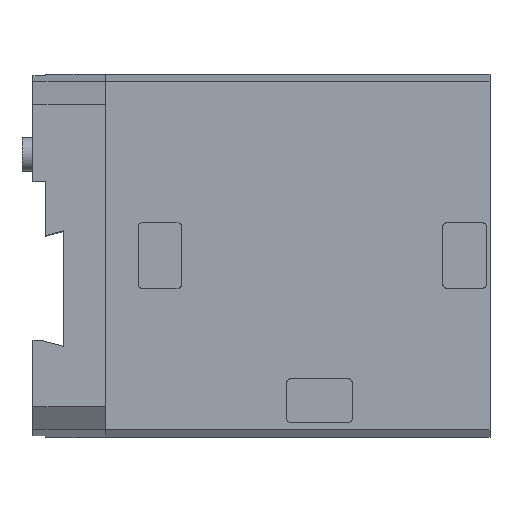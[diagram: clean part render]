
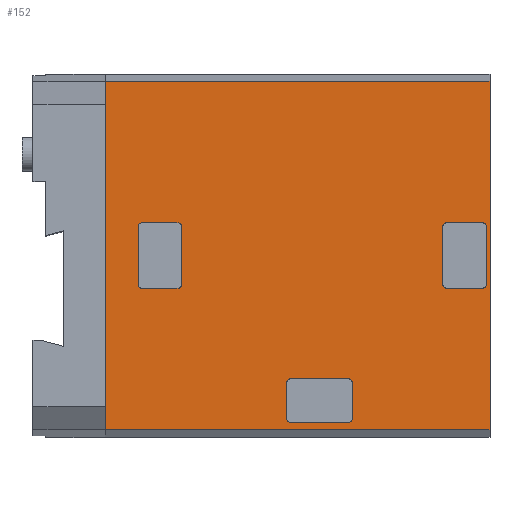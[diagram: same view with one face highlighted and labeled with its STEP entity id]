
A CAD part, top view. The second image highlights one B-rep face of the part: STEP entity #152.
In plain terms, the highlighted planar face has unit normal (0, 0, 1).
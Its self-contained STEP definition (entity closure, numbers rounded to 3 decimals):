
#37=FACE_BOUND('',#359,.T.);
#38=FACE_BOUND('',#360,.T.);
#39=FACE_BOUND('',#361,.T.);
#40=FACE_BOUND('',#362,.T.);
#65=CIRCLE('',#1515,1.);
#66=CIRCLE('',#1518,1.);
#67=CIRCLE('',#1521,1.);
#68=CIRCLE('',#1524,1.);
#73=CIRCLE('',#1532,1.);
#74=CIRCLE('',#1535,1.);
#75=CIRCLE('',#1538,1.);
#76=CIRCLE('',#1541,1.);
#81=CIRCLE('',#1550,1.);
#82=CIRCLE('',#1553,1.);
#83=CIRCLE('',#1556,1.);
#84=CIRCLE('',#1559,1.);
#152=ADVANCED_FACE('',(#37,#38,#39,#40),#214,.T.);
#214=PLANE('',#1589);
#359=EDGE_LOOP('',(#693,#694,#695,#696));
#360=EDGE_LOOP('',(#697,#698,#699,#700,#701,#702,#703,#704));
#361=EDGE_LOOP('',(#705,#706,#707,#708,#709,#710,#711,#712));
#362=EDGE_LOOP('',(#713,#714,#715,#716,#717,#718,#719,#720));
#693=ORIENTED_EDGE('',*,*,#1112,.T.);
#694=ORIENTED_EDGE('',*,*,#1095,.F.);
#695=ORIENTED_EDGE('',*,*,#1113,.F.);
#696=ORIENTED_EDGE('',*,*,#1101,.T.);
#697=ORIENTED_EDGE('',*,*,#1033,.T.);
#698=ORIENTED_EDGE('',*,*,#1031,.T.);
#699=ORIENTED_EDGE('',*,*,#1029,.T.);
#700=ORIENTED_EDGE('',*,*,#1027,.T.);
#701=ORIENTED_EDGE('',*,*,#1025,.T.);
#702=ORIENTED_EDGE('',*,*,#1023,.T.);
#703=ORIENTED_EDGE('',*,*,#1021,.T.);
#704=ORIENTED_EDGE('',*,*,#1018,.T.);
#705=ORIENTED_EDGE('',*,*,#1009,.T.);
#706=ORIENTED_EDGE('',*,*,#1007,.T.);
#707=ORIENTED_EDGE('',*,*,#1005,.T.);
#708=ORIENTED_EDGE('',*,*,#1003,.T.);
#709=ORIENTED_EDGE('',*,*,#1001,.T.);
#710=ORIENTED_EDGE('',*,*,#999,.T.);
#711=ORIENTED_EDGE('',*,*,#997,.T.);
#712=ORIENTED_EDGE('',*,*,#994,.T.);
#713=ORIENTED_EDGE('',*,*,#983,.F.);
#714=ORIENTED_EDGE('',*,*,#985,.F.);
#715=ORIENTED_EDGE('',*,*,#970,.F.);
#716=ORIENTED_EDGE('',*,*,#973,.F.);
#717=ORIENTED_EDGE('',*,*,#975,.F.);
#718=ORIENTED_EDGE('',*,*,#977,.F.);
#719=ORIENTED_EDGE('',*,*,#979,.F.);
#720=ORIENTED_EDGE('',*,*,#981,.F.);
#827=VERTEX_POINT('',#2107);
#828=VERTEX_POINT('',#2108);
#829=VERTEX_POINT('',#2113);
#830=VERTEX_POINT('',#2117);
#831=VERTEX_POINT('',#2121);
#832=VERTEX_POINT('',#2125);
#833=VERTEX_POINT('',#2129);
#834=VERTEX_POINT('',#2133);
#843=VERTEX_POINT('',#2156);
#844=VERTEX_POINT('',#2157);
#845=VERTEX_POINT('',#2162);
#846=VERTEX_POINT('',#2166);
#847=VERTEX_POINT('',#2170);
#848=VERTEX_POINT('',#2174);
#849=VERTEX_POINT('',#2178);
#850=VERTEX_POINT('',#2182);
#859=VERTEX_POINT('',#2205);
#860=VERTEX_POINT('',#2206);
#861=VERTEX_POINT('',#2211);
#862=VERTEX_POINT('',#2215);
#863=VERTEX_POINT('',#2219);
#864=VERTEX_POINT('',#2223);
#865=VERTEX_POINT('',#2227);
#866=VERTEX_POINT('',#2231);
#910=VERTEX_POINT('',#2354);
#911=VERTEX_POINT('',#2356);
#915=VERTEX_POINT('',#2366);
#916=VERTEX_POINT('',#2368);
#970=EDGE_CURVE('',#827,#828,#65,.T.);
#973=EDGE_CURVE('',#829,#827,#1168,.T.);
#975=EDGE_CURVE('',#830,#829,#66,.T.);
#977=EDGE_CURVE('',#831,#830,#1171,.T.);
#979=EDGE_CURVE('',#832,#831,#67,.T.);
#981=EDGE_CURVE('',#833,#832,#1174,.T.);
#983=EDGE_CURVE('',#834,#833,#68,.T.);
#985=EDGE_CURVE('',#828,#834,#1177,.T.);
#994=EDGE_CURVE('',#843,#844,#73,.T.);
#997=EDGE_CURVE('',#845,#843,#1184,.T.);
#999=EDGE_CURVE('',#846,#845,#74,.T.);
#1001=EDGE_CURVE('',#847,#846,#1187,.T.);
#1003=EDGE_CURVE('',#848,#847,#75,.T.);
#1005=EDGE_CURVE('',#849,#848,#1190,.T.);
#1007=EDGE_CURVE('',#850,#849,#76,.T.);
#1009=EDGE_CURVE('',#844,#850,#1193,.T.);
#1018=EDGE_CURVE('',#859,#860,#1198,.T.);
#1021=EDGE_CURVE('',#861,#859,#81,.T.);
#1023=EDGE_CURVE('',#862,#861,#1202,.T.);
#1025=EDGE_CURVE('',#863,#862,#82,.T.);
#1027=EDGE_CURVE('',#864,#863,#1205,.T.);
#1029=EDGE_CURVE('',#865,#864,#83,.T.);
#1031=EDGE_CURVE('',#866,#865,#1208,.T.);
#1033=EDGE_CURVE('',#860,#866,#84,.T.);
#1095=EDGE_CURVE('',#910,#911,#1267,.T.);
#1101=EDGE_CURVE('',#916,#915,#1273,.T.);
#1112=EDGE_CURVE('',#915,#911,#1284,.T.);
#1113=EDGE_CURVE('',#916,#910,#1285,.T.);
#1168=LINE('',#2112,#1337);
#1171=LINE('',#2120,#1340);
#1174=LINE('',#2128,#1343);
#1177=LINE('',#2136,#1346);
#1184=LINE('',#2161,#1353);
#1187=LINE('',#2169,#1356);
#1190=LINE('',#2177,#1359);
#1193=LINE('',#2185,#1362);
#1198=LINE('',#2204,#1367);
#1202=LINE('',#2214,#1371);
#1205=LINE('',#2222,#1374);
#1208=LINE('',#2230,#1377);
#1267=LINE('',#2355,#1436);
#1273=LINE('',#2367,#1442);
#1284=LINE('',#2388,#1453);
#1285=LINE('',#2390,#1454);
#1337=VECTOR('',#1693,1.);
#1340=VECTOR('',#1702,1.);
#1343=VECTOR('',#1711,1.);
#1346=VECTOR('',#1720,1.);
#1353=VECTOR('',#1743,1.);
#1356=VECTOR('',#1752,1.);
#1359=VECTOR('',#1761,1.);
#1362=VECTOR('',#1770,1.);
#1367=VECTOR('',#1787,1.);
#1371=VECTOR('',#1797,1.);
#1374=VECTOR('',#1806,1.);
#1377=VECTOR('',#1815,1.);
#1436=VECTOR('',#1916,1.);
#1442=VECTOR('',#1924,1.);
#1453=VECTOR('',#1951,1.);
#1454=VECTOR('',#1954,1.);
#1515=AXIS2_PLACEMENT_3D('',#2106,#1687,#1688);
#1518=AXIS2_PLACEMENT_3D('',#2116,#1697,#1698);
#1521=AXIS2_PLACEMENT_3D('',#2124,#1706,#1707);
#1524=AXIS2_PLACEMENT_3D('',#2132,#1715,#1716);
#1532=AXIS2_PLACEMENT_3D('',#2155,#1737,#1738);
#1535=AXIS2_PLACEMENT_3D('',#2165,#1747,#1748);
#1538=AXIS2_PLACEMENT_3D('',#2173,#1756,#1757);
#1541=AXIS2_PLACEMENT_3D('',#2181,#1765,#1766);
#1550=AXIS2_PLACEMENT_3D('',#2210,#1792,#1793);
#1553=AXIS2_PLACEMENT_3D('',#2218,#1801,#1802);
#1556=AXIS2_PLACEMENT_3D('',#2226,#1810,#1811);
#1559=AXIS2_PLACEMENT_3D('',#2234,#1819,#1820);
#1589=AXIS2_PLACEMENT_3D('',#2391,#1955,#1956);
#1687=DIRECTION('',(0.,0.,1.));
#1688=DIRECTION('',(1.,0.,0.));
#1693=DIRECTION('',(-1.,0.,0.));
#1697=DIRECTION('',(0.,0.,1.));
#1698=DIRECTION('',(-1.,0.,0.));
#1702=DIRECTION('',(0.,1.,0.));
#1706=DIRECTION('',(0.,0.,1.));
#1707=DIRECTION('',(-1.,0.,0.));
#1711=DIRECTION('',(1.,0.,0.));
#1715=DIRECTION('',(0.,0.,1.));
#1716=DIRECTION('',(1.,0.,0.));
#1720=DIRECTION('',(0.,-1.,0.));
#1737=DIRECTION('',(0.,0.,-1.));
#1738=DIRECTION('',(1.,0.,0.));
#1743=DIRECTION('',(-1.,0.,0.));
#1747=DIRECTION('',(0.,0.,-1.));
#1748=DIRECTION('',(-1.,0.,0.));
#1752=DIRECTION('',(0.,-1.,0.));
#1756=DIRECTION('',(0.,0.,-1.));
#1757=DIRECTION('',(-1.,0.,0.));
#1761=DIRECTION('',(1.,0.,0.));
#1765=DIRECTION('',(0.,0.,-1.));
#1766=DIRECTION('',(1.,0.,0.));
#1770=DIRECTION('',(0.,1.,0.));
#1787=DIRECTION('',(0.,1.,0.));
#1792=DIRECTION('',(0.,0.,-1.));
#1793=DIRECTION('',(1.,0.,0.));
#1797=DIRECTION('',(-1.,0.,0.));
#1801=DIRECTION('',(0.,0.,-1.));
#1802=DIRECTION('',(-1.,0.,0.));
#1806=DIRECTION('',(0.,-1.,0.));
#1810=DIRECTION('',(0.,0.,-1.));
#1811=DIRECTION('',(-1.,0.,0.));
#1815=DIRECTION('',(1.,0.,0.));
#1819=DIRECTION('',(0.,0.,-1.));
#1820=DIRECTION('',(1.,0.,0.));
#1916=DIRECTION('',(0.,1.,0.));
#1924=DIRECTION('',(0.,1.,0.));
#1951=DIRECTION('',(-1.,0.,0.));
#1954=DIRECTION('',(-1.,0.,0.));
#1955=DIRECTION('',(0.,0.,1.));
#1956=DIRECTION('',(0.,1.,0.));
#2106=CARTESIAN_POINT('',(35.,8.,0.));
#2107=CARTESIAN_POINT('',(35.,9.,0.));
#2108=CARTESIAN_POINT('',(34.,8.,0.));
#2112=CARTESIAN_POINT('',(35.,9.,0.));
#2113=CARTESIAN_POINT('',(45.,9.,0.));
#2116=CARTESIAN_POINT('',(45.,8.,0.));
#2117=CARTESIAN_POINT('',(46.,8.,0.));
#2120=CARTESIAN_POINT('',(46.,8.,0.));
#2121=CARTESIAN_POINT('',(46.,-8.,0.));
#2124=CARTESIAN_POINT('',(45.,-8.,0.));
#2125=CARTESIAN_POINT('',(45.,-9.,0.));
#2128=CARTESIAN_POINT('',(45.,-9.,0.));
#2129=CARTESIAN_POINT('',(35.,-9.,0.));
#2132=CARTESIAN_POINT('',(35.,-8.,0.));
#2133=CARTESIAN_POINT('',(34.,-8.,0.));
#2136=CARTESIAN_POINT('',(34.,-8.,0.));
#2155=CARTESIAN_POINT('',(-8.,-45.,0.));
#2156=CARTESIAN_POINT('',(-8.,-46.,0.));
#2157=CARTESIAN_POINT('',(-9.,-45.,0.));
#2161=CARTESIAN_POINT('',(8.,-46.,0.));
#2162=CARTESIAN_POINT('',(8.,-46.,0.));
#2165=CARTESIAN_POINT('',(8.,-45.,0.));
#2166=CARTESIAN_POINT('',(9.,-45.,0.));
#2169=CARTESIAN_POINT('',(9.,-35.,0.));
#2170=CARTESIAN_POINT('',(9.,-35.,0.));
#2173=CARTESIAN_POINT('',(8.,-35.,0.));
#2174=CARTESIAN_POINT('',(8.,-34.,0.));
#2177=CARTESIAN_POINT('',(-8.,-34.,0.));
#2178=CARTESIAN_POINT('',(-8.,-34.,0.));
#2181=CARTESIAN_POINT('',(-8.,-35.,0.));
#2182=CARTESIAN_POINT('',(-9.,-35.,0.));
#2185=CARTESIAN_POINT('',(-9.,-45.,0.));
#2204=CARTESIAN_POINT('',(-50.,-8.,0.));
#2205=CARTESIAN_POINT('',(-50.,-8.,0.));
#2206=CARTESIAN_POINT('',(-50.,8.,0.));
#2210=CARTESIAN_POINT('',(-49.,-8.,0.));
#2211=CARTESIAN_POINT('',(-49.,-9.,0.));
#2214=CARTESIAN_POINT('',(-39.,-9.,0.));
#2215=CARTESIAN_POINT('',(-39.,-9.,0.));
#2218=CARTESIAN_POINT('',(-39.,-8.,0.));
#2219=CARTESIAN_POINT('',(-38.,-8.,0.));
#2222=CARTESIAN_POINT('',(-38.,8.,0.));
#2223=CARTESIAN_POINT('',(-38.,8.,0.));
#2226=CARTESIAN_POINT('',(-39.,8.,0.));
#2227=CARTESIAN_POINT('',(-39.,9.,0.));
#2230=CARTESIAN_POINT('',(-49.,9.,0.));
#2231=CARTESIAN_POINT('',(-49.,9.,0.));
#2234=CARTESIAN_POINT('',(-49.,8.,0.));
#2354=CARTESIAN_POINT('',(-59.,-48.,0.));
#2355=CARTESIAN_POINT('',(-59.,-48.,0.));
#2356=CARTESIAN_POINT('',(-59.,48.,0.));
#2366=CARTESIAN_POINT('',(47.,48.,0.));
#2367=CARTESIAN_POINT('',(47.,-48.,0.));
#2368=CARTESIAN_POINT('',(47.,-48.,0.));
#2388=CARTESIAN_POINT('',(47.,48.,0.));
#2390=CARTESIAN_POINT('',(47.,-48.,0.));
#2391=CARTESIAN_POINT('',(47.,-48.,0.));
